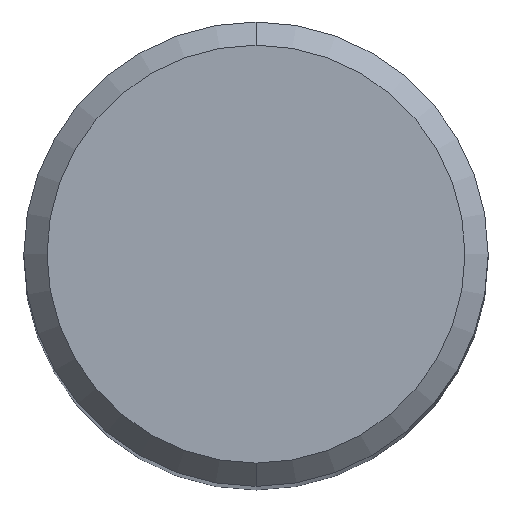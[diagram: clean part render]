
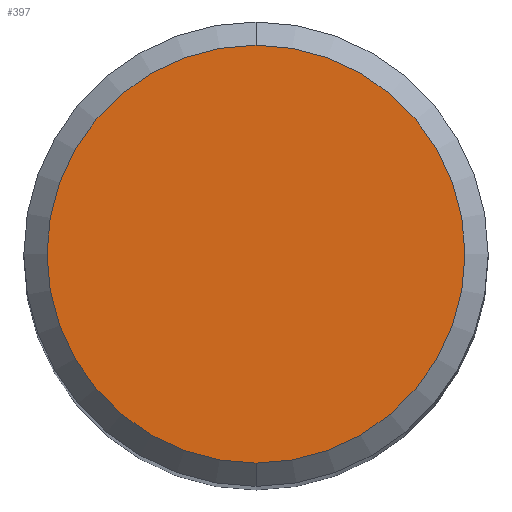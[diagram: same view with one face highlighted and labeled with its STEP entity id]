
A CAD part, top view. The second image highlights one B-rep face of the part: STEP entity #397.
In plain terms, the highlighted planar face has unit normal (0, 0, 1).
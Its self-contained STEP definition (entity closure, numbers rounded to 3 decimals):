
#215=EDGE_CURVE('',#401,#283,#529,.T.);
#283=VERTEX_POINT('',#604);
#327=EDGE_CURVE('',#283,#401,#649,.T.);
#397=ADVANCED_FACE('',(#726),#727,.T.);
#401=VERTEX_POINT('',#731);
#529=CIRCLE('',#924,3.6);
#604=CARTESIAN_POINT('',(0.,-3.6,0.0));
#649=CIRCLE('',#1152,3.6);
#726=FACE_OUTER_BOUND('',#1331,.T.);
#727=PLANE('',#1332);
#731=CARTESIAN_POINT('',(0.0,3.6,0.0));
#924=AXIS2_PLACEMENT_3D('',#1529,#1530,#1531);
#1152=AXIS2_PLACEMENT_3D('',#1649,#1650,#1651);
#1331=EDGE_LOOP('',(#1723,#1724));
#1332=AXIS2_PLACEMENT_3D('',#1725,#1726,#1727);
#1529=CARTESIAN_POINT('',(0.0,0.0,0.0));
#1530=DIRECTION('',(0.0,0.0,-1.0));
#1531=DIRECTION('',(0.0,1.0,0.0));
#1649=CARTESIAN_POINT('',(0.0,0.0,0.0));
#1650=DIRECTION('',(0.0,0.0,-1.0));
#1651=DIRECTION('',(0.0,1.0,0.0));
#1723=ORIENTED_EDGE('',*,*,#215,.F.);
#1724=ORIENTED_EDGE('',*,*,#327,.F.);
#1725=CARTESIAN_POINT('',(0.0,1.8,0.0));
#1726=DIRECTION('',(-0.0,0.0,1.0));
#1727=DIRECTION('',(0.0,-1.0,0.0));
